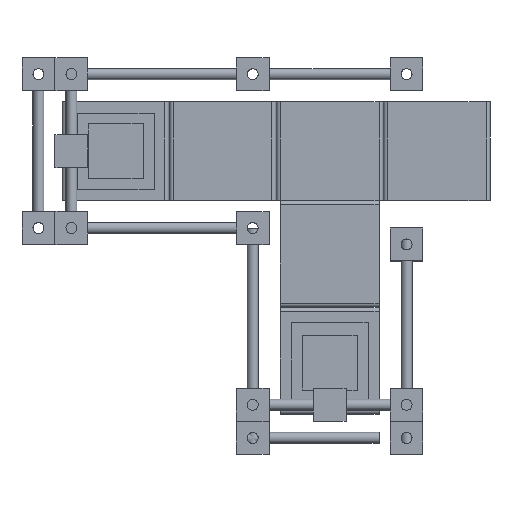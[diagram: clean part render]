
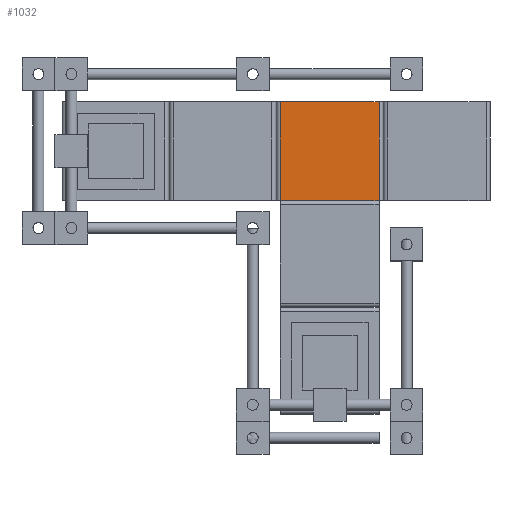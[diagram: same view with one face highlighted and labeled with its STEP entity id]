
A CAD part, top view. The second image highlights one B-rep face of the part: STEP entity #1032.
In plain terms, the highlighted planar face has unit normal (0, 0, 1).
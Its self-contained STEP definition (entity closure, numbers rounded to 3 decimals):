
#993=CARTESIAN_POINT('Axis2P3D Location',(0.,0.,0.)) ;
#998=CARTESIAN_POINT('Line Origine',(0.,90.,0.)) ;
#1002=CARTESIAN_POINT('Vertex',(90.,90.,0.)) ;
#1004=CARTESIAN_POINT('Vertex',(-90.,90.,0.)) ;
#1007=CARTESIAN_POINT('Line Origine',(-90.,0.,0.)) ;
#1011=CARTESIAN_POINT('Vertex',(-90.,-90.,0.)) ;
#1014=CARTESIAN_POINT('Line Origine',(0.,-90.,0.)) ;
#1018=CARTESIAN_POINT('Vertex',(90.,-90.,0.)) ;
#1021=CARTESIAN_POINT('Line Origine',(90.,0.,0.)) ;
#994=DIRECTION('Axis2P3D Direction',(0.,0.,1.)) ;
#995=DIRECTION('Axis2P3D XDirection',(1.,0.,0.)) ;
#999=DIRECTION('Vector Direction',(1.,0.,0.)) ;
#1008=DIRECTION('Vector Direction',(0.,1.,0.)) ;
#1015=DIRECTION('Vector Direction',(-1.,0.,0.)) ;
#1022=DIRECTION('Vector Direction',(0.,-1.,0.)) ;
#996=AXIS2_PLACEMENT_3D('Plane Axis2P3D',#993,#994,#995) ;
#1027=ORIENTED_EDGE('',*,*,#1006,.T.) ;
#1028=ORIENTED_EDGE('',*,*,#1013,.T.) ;
#1029=ORIENTED_EDGE('',*,*,#1020,.F.) ;
#1030=ORIENTED_EDGE('',*,*,#1025,.T.) ;
#1000=VECTOR('Line Direction',#999,1.) ;
#1009=VECTOR('Line Direction',#1008,1.) ;
#1016=VECTOR('Line Direction',#1015,1.) ;
#1023=VECTOR('Line Direction',#1022,1.) ;
#1032=ADVANCED_FACE('PartBody',(#1031),#997,.T.) ;
#1006=EDGE_CURVE('',#1003,#1005,#1001,.F.) ;
#1013=EDGE_CURVE('',#1005,#1012,#1010,.F.) ;
#1020=EDGE_CURVE('',#1019,#1012,#1017,.T.) ;
#1025=EDGE_CURVE('',#1019,#1003,#1024,.F.) ;
#1026=EDGE_LOOP('',(#1027,#1028,#1029,#1030)) ;
#1031=FACE_OUTER_BOUND('',#1026,.T.) ;
#1001=LINE('Line',#998,#1000) ;
#1010=LINE('Line',#1007,#1009) ;
#1017=LINE('Line',#1014,#1016) ;
#1024=LINE('Line',#1021,#1023) ;
#997=PLANE('Plane',#996) ;
#1003=VERTEX_POINT('',#1002) ;
#1005=VERTEX_POINT('',#1004) ;
#1012=VERTEX_POINT('',#1011) ;
#1019=VERTEX_POINT('',#1018) ;
